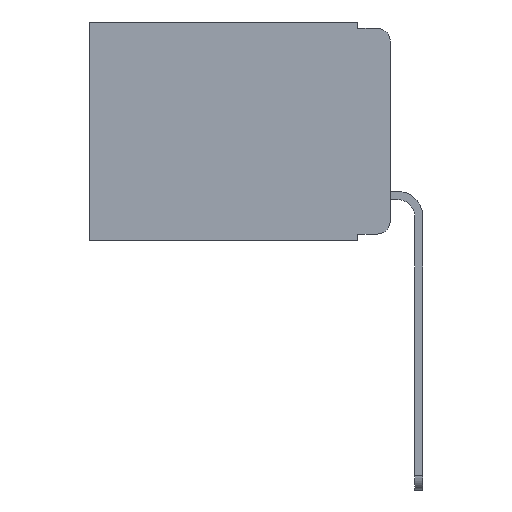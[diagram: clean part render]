
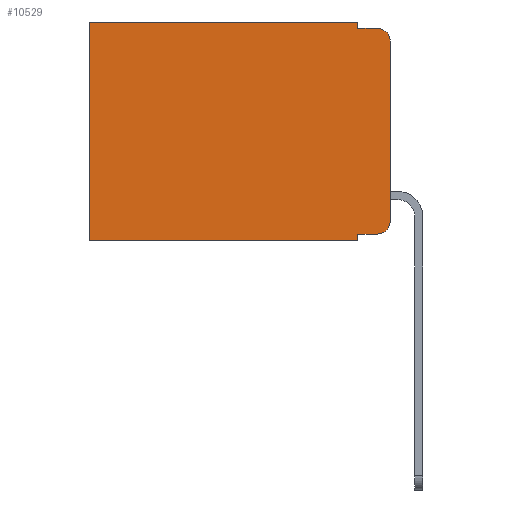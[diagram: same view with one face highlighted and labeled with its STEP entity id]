
A CAD part, left-side view. The second image highlights one B-rep face of the part: STEP entity #10529.
In plain terms, the highlighted planar face has unit normal (-1, 0, 0).
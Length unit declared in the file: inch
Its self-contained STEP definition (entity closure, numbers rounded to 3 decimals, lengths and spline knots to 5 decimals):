
#504 = CARTESIAN_POINT ( 'NONE',  ( 0.298, 0.051, -0.01 ) ) ;
#868 = LINE ( 'NONE', #8711, #15500 ) ;
#1219 = CARTESIAN_POINT ( 'NONE',  ( 0.298, 0., -0.03 ) ) ;
#1316 = VERTEX_POINT ( 'NONE', #12081 ) ;
#1455 = AXIS2_PLACEMENT_3D ( 'NONE', #11318, #2627, #12756 ) ;
#1723 = CIRCLE ( 'NONE', #1455, 0.02 ) ;
#1792 = VECTOR ( 'NONE', #7881, 39.37008 ) ;
#1909 = DIRECTION ( 'NONE',  ( 0., 1., 0. ) ) ;
#2020 = LINE ( 'NONE', #17387, #2518 ) ;
#2304 = CARTESIAN_POINT ( 'NONE',  ( 0.298, 0., 0. ) ) ;
#2518 = VECTOR ( 'NONE', #7458, 39.37008 ) ;
#2627 = DIRECTION ( 'NONE',  ( -1., 0., 0. ) ) ;
#2879 = VERTEX_POINT ( 'NONE', #11595 ) ;
#3794 = PLANE ( 'NONE',  #15889 ) ;
#3885 = EDGE_CURVE ( 'NONE', #8172, #9950, #17136, .T. ) ;
#4256 = VERTEX_POINT ( 'NONE', #4308 ) ;
#4308 = CARTESIAN_POINT ( 'NONE',  ( 0.298, 0.473, -0.343 ) ) ;
#4659 = DIRECTION ( 'NONE',  ( 0., 0., -1. ) ) ;
#4753 = CARTESIAN_POINT ( 'NONE',  ( 0.298, 0.051, 0. ) ) ;
#4796 = VECTOR ( 'NONE', #15531, 39.37008 ) ;
#4921 = CARTESIAN_POINT ( 'NONE',  ( 0.298, 0., -0.343 ) ) ;
#5330 = EDGE_CURVE ( 'NONE', #5710, #6458, #1723, .T. ) ;
#5710 = VERTEX_POINT ( 'NONE', #6149 ) ;
#5836 = DIRECTION ( 'NONE',  ( 0., 0., -1. ) ) ;
#6149 = CARTESIAN_POINT ( 'NONE',  ( 0.298, 0.02, -0.333 ) ) ;
#6272 = EDGE_LOOP ( 'NONE', ( #9519, #16793, #9758, #10205, #13963, #18145, #7253, #7697, #15256, #8624 ) ) ;
#6284 = EDGE_CURVE ( 'NONE', #1316, #5710, #12484, .T. ) ;
#6458 = VERTEX_POINT ( 'NONE', #15904 ) ;
#6509 = CARTESIAN_POINT ( 'NONE',  ( 0.298, 0.02, -0.03 ) ) ;
#6543 = VECTOR ( 'NONE', #1909, 39.37008 ) ;
#6711 = DIRECTION ( 'NONE',  ( 0., 0., -1. ) ) ;
#7003 = VECTOR ( 'NONE', #4659, 39.37008 ) ;
#7241 = EDGE_CURVE ( 'NONE', #1316, #2879, #868, .T. ) ;
#7253 = ORIENTED_EDGE ( 'NONE', *, *, #12668, .F. ) ;
#7458 = DIRECTION ( 'NONE',  ( 0., -1., 0. ) ) ;
#7697 = ORIENTED_EDGE ( 'NONE', *, *, #7241, .F. ) ;
#7881 = DIRECTION ( 'NONE',  ( 0., 1., 0. ) ) ;
#7949 = DIRECTION ( 'NONE',  ( 0., 0., -1. ) ) ;
#8172 = VERTEX_POINT ( 'NONE', #17344 ) ;
#8211 = EDGE_CURVE ( 'NONE', #9950, #4256, #17904, .T. ) ;
#8523 = CARTESIAN_POINT ( 'NONE',  ( 0.298, 0.051, -0.333 ) ) ;
#8624 = ORIENTED_EDGE ( 'NONE', *, *, #5330, .T. ) ;
#8711 = CARTESIAN_POINT ( 'NONE',  ( 0.298, 0.051, 0. ) ) ;
#8729 = LINE ( 'NONE', #4753, #12536 ) ;
#8888 = FACE_OUTER_BOUND ( 'NONE', #6272, .T. ) ;
#9189 = EDGE_CURVE ( 'NONE', #8172, #15934, #8729, .T. ) ;
#9519 = ORIENTED_EDGE ( 'NONE', *, *, #13009, .F. ) ;
#9758 = ORIENTED_EDGE ( 'NONE', *, *, #10159, .F. ) ;
#9950 = VERTEX_POINT ( 'NONE', #18263 ) ;
#10158 = DIRECTION ( 'NONE',  ( 0., 0., -1. ) ) ;
#10159 = EDGE_CURVE ( 'NONE', #15934, #13962, #2020, .T. ) ;
#10205 = ORIENTED_EDGE ( 'NONE', *, *, #9189, .F. ) ;
#10221 = CARTESIAN_POINT ( 'NONE',  ( 0.298, 0., 0. ) ) ;
#10529 = ADVANCED_FACE ( 'NONE', ( #8888 ), #3794, .F. ) ;
#11109 = EDGE_CURVE ( 'NONE', #16630, #13962, #18377, .T. ) ;
#11318 = CARTESIAN_POINT ( 'NONE',  ( 0.298, 0.02, -0.313 ) ) ;
#11595 = CARTESIAN_POINT ( 'NONE',  ( 0.298, 0.051, -0.343 ) ) ;
#11706 = LINE ( 'NONE', #14378, #15428 ) ;
#12081 = CARTESIAN_POINT ( 'NONE',  ( 0.298, 0.051, -0.333 ) ) ;
#12484 = LINE ( 'NONE', #8523, #4796 ) ;
#12536 = VECTOR ( 'NONE', #13360, 39.37008 ) ;
#12668 = EDGE_CURVE ( 'NONE', #2879, #4256, #14573, .T. ) ;
#12756 = DIRECTION ( 'NONE',  ( 0., 0., -1. ) ) ;
#13009 = EDGE_CURVE ( 'NONE', #16630, #6458, #11706, .T. ) ;
#13135 = CARTESIAN_POINT ( 'NONE',  ( 0.298, 0.02, -0.01 ) ) ;
#13281 = CARTESIAN_POINT ( 'NONE',  ( 0.298, 0.473, 0. ) ) ;
#13294 = AXIS2_PLACEMENT_3D ( 'NONE', #6509, #16441, #7949 ) ;
#13360 = DIRECTION ( 'NONE',  ( 0., 0., -1. ) ) ;
#13962 = VERTEX_POINT ( 'NONE', #13135 ) ;
#13963 = ORIENTED_EDGE ( 'NONE', *, *, #3885, .T. ) ;
#14378 = CARTESIAN_POINT ( 'NONE',  ( 0.298, 0., 0. ) ) ;
#14573 = LINE ( 'NONE', #4921, #6543 ) ;
#15230 = DIRECTION ( 'NONE',  ( 1., 0., 0. ) ) ;
#15256 = ORIENTED_EDGE ( 'NONE', *, *, #6284, .T. ) ;
#15428 = VECTOR ( 'NONE', #5836, 39.37008 ) ;
#15500 = VECTOR ( 'NONE', #10158, 39.37008 ) ;
#15531 = DIRECTION ( 'NONE',  ( 0., -1., 0. ) ) ;
#15889 = AXIS2_PLACEMENT_3D ( 'NONE', #2304, #15230, #6711 ) ;
#15904 = CARTESIAN_POINT ( 'NONE',  ( 0.298, 0., -0.313 ) ) ;
#15934 = VERTEX_POINT ( 'NONE', #504 ) ;
#16441 = DIRECTION ( 'NONE',  ( -1., 0., 0. ) ) ;
#16630 = VERTEX_POINT ( 'NONE', #1219 ) ;
#16793 = ORIENTED_EDGE ( 'NONE', *, *, #11109, .T. ) ;
#17136 = LINE ( 'NONE', #10221, #1792 ) ;
#17344 = CARTESIAN_POINT ( 'NONE',  ( 0.298, 0.051, 0. ) ) ;
#17387 = CARTESIAN_POINT ( 'NONE',  ( 0.298, 0.051, -0.01 ) ) ;
#17904 = LINE ( 'NONE', #13281, #7003 ) ;
#18145 = ORIENTED_EDGE ( 'NONE', *, *, #8211, .T. ) ;
#18263 = CARTESIAN_POINT ( 'NONE',  ( 0.298, 0.473, 0. ) ) ;
#18377 = CIRCLE ( 'NONE', #13294, 0.02 ) ;
